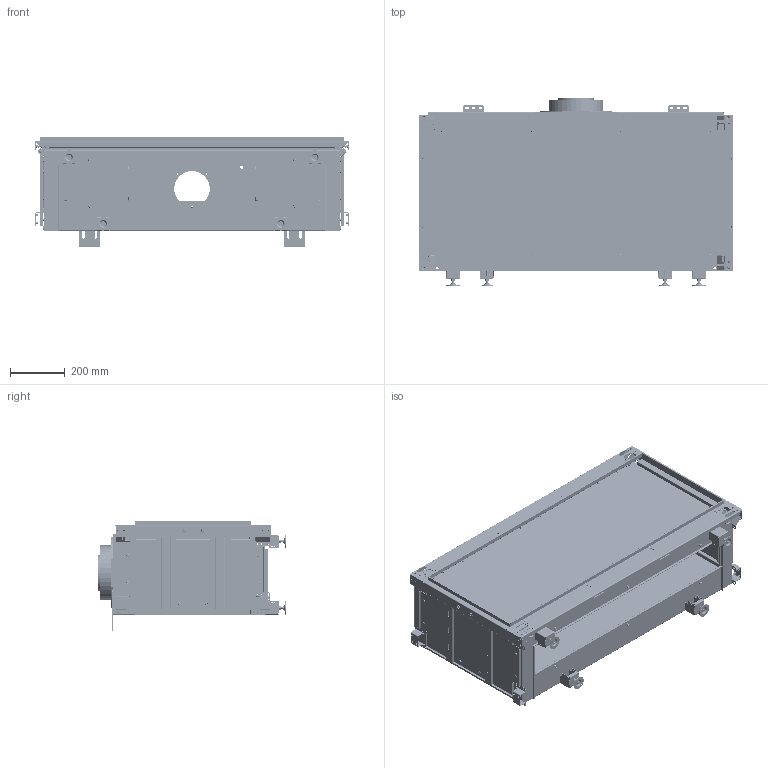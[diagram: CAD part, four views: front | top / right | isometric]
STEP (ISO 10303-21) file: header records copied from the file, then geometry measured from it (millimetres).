
FILE_DESCRIPTION (( 'STEP AP214' ), '1' );
FILE_NAME ('Fire_Assembly_BM-1100-Bay-Front.STEP', '2026-01-15T11:30:22', ( '' ), ( '' ), 'SwSTEP 2.0', 'SolidWorks 2025', '' );
FILE_SCHEMA (( 'AUTOMOTIVE_DESIGN' ));
Length unit declared in the file: millimetre
Products named in the file (57): M8_Nutsert; Firebox_Weldment_Peis_01_1100 Bay inc Flue Sample; Flue_Connection_Kit_Bofill_130-200 85 Offset (Peis Bay) - Adaptor Supressed for STEP; Flue_Adapter_Non-DuraVent_Ø130_Bofill; Firebox_Duct_Infill_Peis_01; Window_Blank_Kit_Peis_01_Bay_RH Lining; Frame_Support_Bracket_1100_5S_VLS 1100; Flue_Outer_Ring_Ø200_Flue Outer Ring Ø200 x 40 Bofill; Flue_Inner_Ø130_Non-DuraVent_Adapter_Flue Inner Ø130 x 140 lg Bofill; Firebox_Inner_Sub-Assy_Peis_01_1100 Bay inc Flue Sample; Lining_Clamp_Lower_Peis_01; M5_Machine_Screw_Cross_Hd_M5 x 25 Pan Hd (Cross) Machine Screw SS; M8_Adjustable_Metal_Feet_Ø50 M8 x 50 Bolt Down; Delayed_Ignition_Gasket_Top_Peis_01; Delayed_Ignition_Flap_Top_Peis_01; M5_Hexsert_M5 Hexsert; Flue_Adapter_Assy_Non-DuraVent_Ø200_Flue Outer Ring Ø200 x 40 Bofill; M6_Hexsert_M6 Hexsert; M5_Hex_Hd_Flange_Bolt_M5 x 12 Hex Hd Flange Bolt; Window_Blank_Weldment_Peis_01_Bay_Lining LH; Frame_Front_Folding_Peis_01_Front Vision Line Superior Front; Frame_Support_Bracket_Rear_Peis_01; M5_PEM_Fixing_M5x10 PEM Fixing; Delayed_Ignition_Sub-Assy_Top_Peis_01; Flue_Gasket_Outer_DuraVent_8_Inch; Window_Blank_End_Folding_Bottom_Peis_01_Bay; Frame_Support_Bracket_Corner_P_VLS 1100; Window_Clamp_Top_Peis_01; Window_Blank_End_Folding_Top_Peis_01_Bay; Front_Sub-Assy_Peis_01; Window_Trim_Peis_01_Front Vision Line Superior 110 Front Frame; Window_Blank_Folding_Peis_01_Bay; Fire_Assy_Peis_01_Vision Line Superior 110 Front inc Flue Sample - Simplified for STEP; Firebox_Strengtheining_Rib_Peis_01_Centre; Flue_Adapter_Assy_Non-DuraVent_Ø130_Flue Inner Ø130 x 140 lg Bofill; Glass_Panel_Peisselskabet_Front Panel Peisselskabet VL Superior 110; Firebox_Inner_Folding_Peis_01_1100 Bay inc Flue Sample; Flue_Adapter_Non-DuraVent_Ø200; Foot_Sub-Assy_Peis_01_50 Long; Firebox_Strengtheining_Rib_Peis_01 ...
Assembly tree (207 placements, depth 5):
  Fire_Assembly_BM-1100-Bay-Front
    Fire_Assy_Peis_01_Vision Line Superior 110 Front inc Flue Sample - Simplified for STEP
      Firebox_Weldment_Peis_01_1100 Bay inc Flue Sample
        Front_Sub-Assy_Peis_01
          Front_Folding_Peis_01
          M6_Hexsert_M6 Hexsert  x3
          M5_Hexsert_M5 Hexsert  x26
        Firebox_Inner_Sub-Assy_Peis_01_1100 Bay inc Flue Sample
          Firebox_Inner_Folding_Peis_01_1100 Bay inc Flue Sample
          Firebox_Strengtheining_Rib_Peis_01_Centre
          Firebox_Strengtheining_Rib_Peis_01  x4
          M5_Hexsert_M5 Hexsert  x38
          M5_PEM_Fixing_M5x10 PEM Fixing  x10
        Firebox_Rear_Sub-Assy_Peis_01_1100 Bay inc Flue Sample
          Firebox_Rear_Folding_Peis_01_1100 Bay inc Flue Sample
          M6_Hexsert_M6 Hexsert  x7
          M5_Hexsert_M5 Hexsert  x8
        Firebox_Duct_Infill_Peis_01  x2
        Foot_Sub-Assy_Peis_01_50 Long  x4
          Foot_Folding_Peis_01_50 Long
          M8_Nutsert
      M8_Adjustable_Metal_Feet_Ø50 M8 x 50 Bolt Down  x4
      M8x1,00_Hex_Nut_M8x1 Hex Nut  x4
      Flue_Gasket_Outer_DuraVent_8_Inch
      Flue_Gasket_Inner_DuraVent_5Inch
      Flue_Connection_Kit_Bofill_130-200 85 Offset (Peis Bay) - Adaptor Supressed for STEP
        Flue_Adapter_Assy_Non-DuraVent_Ø200_Flue Outer Ring Ø200 x 40 Bofill
          Flue_Adapter_Non-DuraVent_Ø200
          Flue_Outer_Ring_Ø200_Flue Outer Ring Ø200 x 40 Bofill
        Flue_Adapter_Assy_Non-DuraVent_Ø130_Flue Inner Ø130 x 140 lg Bofill
          Flue_Adapter_Non-DuraVent_Ø130_Bofill
          Flue_Inner_Ø130_Non-DuraVent_Adapter_Flue Inner Ø130 x 140 lg Bofill
      Glass_Panel_Peisselskabet_Front Panel Peisselskabet VL Superior 110
      Delayed_Ignition_Sub-Assy_Top_Peis_01  x2
        Delayed_Ignition_Flap_Top_Peis_01
        Delayed_Ignition_Gasket_Top_Peis_01
      Frame_Support_Bracket_Assy_Corner_P_VLS 1100  x2
        Frame_Support_Bracket_Corner_P_VLS 1100
        M5_Hexsert_M5 Hexsert
        M4_Hexsert_M4 Hexsert
      Frame_Support_Bracket_Assy_1100_5S_VLS 1100  x2
        Frame_Support_Bracket_1100_5S_VLS 1100
        M5_Hexsert_M5 Hexsert
      Frame_Support_Assy_Rear_Peis_01  x4
        Frame_Support_Bracket_Rear_Peis_01
        M5_Hexsert_M5 Hexsert
      Fixing_Bracket_Peis_02  x2
    Window_Blank_Kit_Peis_01_Bay_LH Lining
      Window_Blank_Weldment_Peis_01_Bay_Lining LH
        Window_Blank_Folding_Peis_01_Bay
        Window_Blank_End_Folding_Top_Peis_01_Bay
        Window_Blank_End_Folding_Bottom_Peis_01_Bay
        Window_Blank_Stiffener_Peis_01_Bay_Corner  x2
        M5_Hexsert_M5 Hexsert  x2
        Lining_Clamp_Lower_Peis_01
      M5_Hex_Hd_Flange_Bolt_M5 x 12 Hex Hd Flange Bolt  x6
      Window_Clamp_Top_Peis_01
      M5_Machine_Screw_Cross_Hd_M5 x 25 Pan Hd (Cross) Machine Screw SS  x2
    Window_Blank_Kit_Peis_01_Bay_RH Lining
      Window_Blank_Weldment_Peis_01_Bay_Lining RH
Bounding box: 1151.47 x 688 x 404.5 mm (x, y, z)
Volume: 9757968.1 mm3; surface area: 8673697 mm2
Topology: 216 solids, 216 shells, 14379 faces, 36275 edges, 22642 vertices
Faces by surface type: plane 9670, cylinder 3281, cone 866, torus 328, bspline 226, sphere 8
Entity records: 108540 total; most frequent: CARTESIAN_POINT 20708, ORIENTED_EDGE 17768, DIRECTION 17478, EDGE_CURVE 8884, VECTOR 6874, LINE 6874, VERTEX_POINT 5541, AXIS2_PLACEMENT_3D 5302
